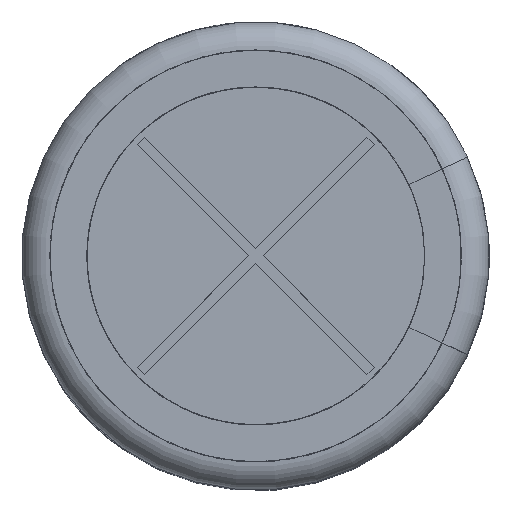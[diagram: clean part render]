
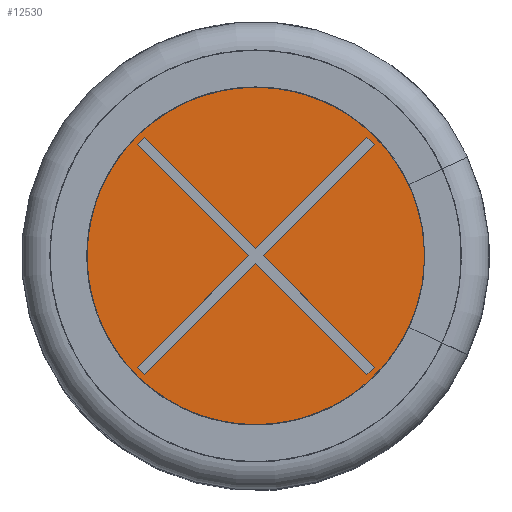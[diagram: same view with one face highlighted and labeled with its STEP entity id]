
A CAD part, top view. The second image highlights one B-rep face of the part: STEP entity #12530.
In plain terms, the highlighted planar face has unit normal (0, 0, 1).
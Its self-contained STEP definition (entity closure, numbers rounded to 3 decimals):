
#1047=LINE('',#24572,#1710);
#1050=LINE('',#24578,#1713);
#1052=LINE('',#24582,#1715);
#1054=LINE('',#24586,#1717);
#1056=LINE('',#24590,#1719);
#1058=LINE('',#24594,#1721);
#1060=LINE('',#24598,#1723);
#1062=LINE('',#24602,#1725);
#1064=LINE('',#24606,#1727);
#1066=LINE('',#24610,#1729);
#1068=LINE('',#24614,#1731);
#1070=LINE('',#24618,#1733);
#1710=VECTOR('',#15692,1000.);
#1713=VECTOR('',#15697,1000.);
#1715=VECTOR('',#15701,1000.);
#1717=VECTOR('',#15705,1000.);
#1719=VECTOR('',#15709,1000.);
#1721=VECTOR('',#15713,1000.);
#1723=VECTOR('',#15717,1000.);
#1725=VECTOR('',#15721,1000.);
#1727=VECTOR('',#15725,1000.);
#1729=VECTOR('',#15729,1000.);
#1731=VECTOR('',#15733,1000.);
#1733=VECTOR('',#15737,1000.);
#4342=ORIENTED_EDGE('',*,*,#5602,.T.);
#4343=ORIENTED_EDGE('',*,*,#5625,.T.);
#4344=ORIENTED_EDGE('',*,*,#5623,.T.);
#4345=ORIENTED_EDGE('',*,*,#5621,.T.);
#4346=ORIENTED_EDGE('',*,*,#5619,.T.);
#4347=ORIENTED_EDGE('',*,*,#5617,.T.);
#4348=ORIENTED_EDGE('',*,*,#5615,.T.);
#4349=ORIENTED_EDGE('',*,*,#5613,.T.);
#4350=ORIENTED_EDGE('',*,*,#5611,.T.);
#4351=ORIENTED_EDGE('',*,*,#5609,.T.);
#4352=ORIENTED_EDGE('',*,*,#5607,.T.);
#4353=ORIENTED_EDGE('',*,*,#5605,.T.);
#4354=ORIENTED_EDGE('',*,*,#5629,.F.);
#5602=EDGE_CURVE('',#6479,#6480,#1047,.T.);
#5605=EDGE_CURVE('',#6481,#6479,#1050,.T.);
#5607=EDGE_CURVE('',#6482,#6481,#1052,.T.);
#5609=EDGE_CURVE('',#6483,#6482,#1054,.T.);
#5611=EDGE_CURVE('',#6484,#6483,#1056,.T.);
#5613=EDGE_CURVE('',#6485,#6484,#1058,.T.);
#5615=EDGE_CURVE('',#6486,#6485,#1060,.T.);
#5617=EDGE_CURVE('',#6487,#6486,#1062,.T.);
#5619=EDGE_CURVE('',#6488,#6487,#1064,.T.);
#5621=EDGE_CURVE('',#6489,#6488,#1066,.T.);
#5623=EDGE_CURVE('',#6490,#6489,#1068,.T.);
#5625=EDGE_CURVE('',#6480,#6490,#1070,.T.);
#5629=EDGE_CURVE('',#6494,#6494,#6805,.T.);
#6479=VERTEX_POINT('',#24573);
#6480=VERTEX_POINT('',#24574);
#6481=VERTEX_POINT('',#24579);
#6482=VERTEX_POINT('',#24583);
#6483=VERTEX_POINT('',#24587);
#6484=VERTEX_POINT('',#24591);
#6485=VERTEX_POINT('',#24595);
#6486=VERTEX_POINT('',#24599);
#6487=VERTEX_POINT('',#24603);
#6488=VERTEX_POINT('',#24607);
#6489=VERTEX_POINT('',#24611);
#6490=VERTEX_POINT('',#24615);
#6494=VERTEX_POINT('',#24629);
#6805=CIRCLE('',#13389,5.723);
#7426=EDGE_LOOP('',(#4342,#4343,#4344,#4345,#4346,#4347,#4348,#4349,#4350,
#4351,#4352,#4353));
#7427=EDGE_LOOP('',(#4354));
#8056=FACE_BOUND('',#7426,.T.);
#8057=FACE_BOUND('',#7427,.T.);
#8388=PLANE('',#13390);
#12530=ADVANCED_FACE('',(#8056,#8057),#8388,.T.);
#13389=AXIS2_PLACEMENT_3D('',#24628,#15750,#15751);
#13390=AXIS2_PLACEMENT_3D('',#24630,#15752,#15753);
#15692=DIRECTION('',(0.707,0.707,0.));
#15697=DIRECTION('',(-0.707,0.707,0.));
#15701=DIRECTION('',(0.707,0.707,0.));
#15705=DIRECTION('',(-0.707,0.707,0.));
#15709=DIRECTION('',(-0.707,-0.707,0.));
#15713=DIRECTION('',(-0.707,0.707,0.));
#15717=DIRECTION('',(-0.707,-0.707,0.));
#15721=DIRECTION('',(0.707,-0.707,0.));
#15725=DIRECTION('',(-0.707,-0.707,0.));
#15729=DIRECTION('',(0.707,-0.707,0.));
#15733=DIRECTION('',(0.707,0.707,0.));
#15737=DIRECTION('',(0.707,-0.707,0.));
#15750=DIRECTION('',(0.,0.,-1.));
#15751=DIRECTION('',(-1.,0.,0.));
#15752=DIRECTION('',(0.,0.,1.));
#15753=DIRECTION('',(1.,0.,0.));
#24572=CARTESIAN_POINT('',(-3.088,3.292,15.78));
#24573=CARTESIAN_POINT('',(-3.292,3.088,15.78));
#24574=CARTESIAN_POINT('',(-3.088,3.292,15.78));
#24578=CARTESIAN_POINT('',(-0.204,0.,15.78));
#24579=CARTESIAN_POINT('',(-0.204,0.,15.78));
#24582=CARTESIAN_POINT('',(-0.204,0.,15.78));
#24583=CARTESIAN_POINT('',(-3.292,-3.088,15.78));
#24586=CARTESIAN_POINT('',(-3.088,-3.292,15.78));
#24587=CARTESIAN_POINT('',(-3.088,-3.292,15.78));
#24590=CARTESIAN_POINT('',(0.,-0.204,15.78));
#24591=CARTESIAN_POINT('',(0.,-0.204,15.78));
#24594=CARTESIAN_POINT('',(0.,-0.204,15.78));
#24595=CARTESIAN_POINT('',(3.088,-3.292,15.78));
#24598=CARTESIAN_POINT('',(3.292,-3.088,15.78));
#24599=CARTESIAN_POINT('',(3.292,-3.088,15.78));
#24602=CARTESIAN_POINT('',(0.204,0.,15.78));
#24603=CARTESIAN_POINT('',(0.204,0.,15.78));
#24606=CARTESIAN_POINT('',(0.204,0.,15.78));
#24607=CARTESIAN_POINT('',(3.292,3.088,15.78));
#24610=CARTESIAN_POINT('',(3.292,3.088,15.78));
#24611=CARTESIAN_POINT('',(3.088,3.292,15.78));
#24614=CARTESIAN_POINT('',(0.,0.204,15.78));
#24615=CARTESIAN_POINT('',(0.,0.204,15.78));
#24618=CARTESIAN_POINT('',(0.,0.204,15.78));
#24628=CARTESIAN_POINT('',(0.,0.,15.78));
#24629=CARTESIAN_POINT('',(-5.723,0.,15.78));
#24630=CARTESIAN_POINT('',(-5.723,0.,15.78));
